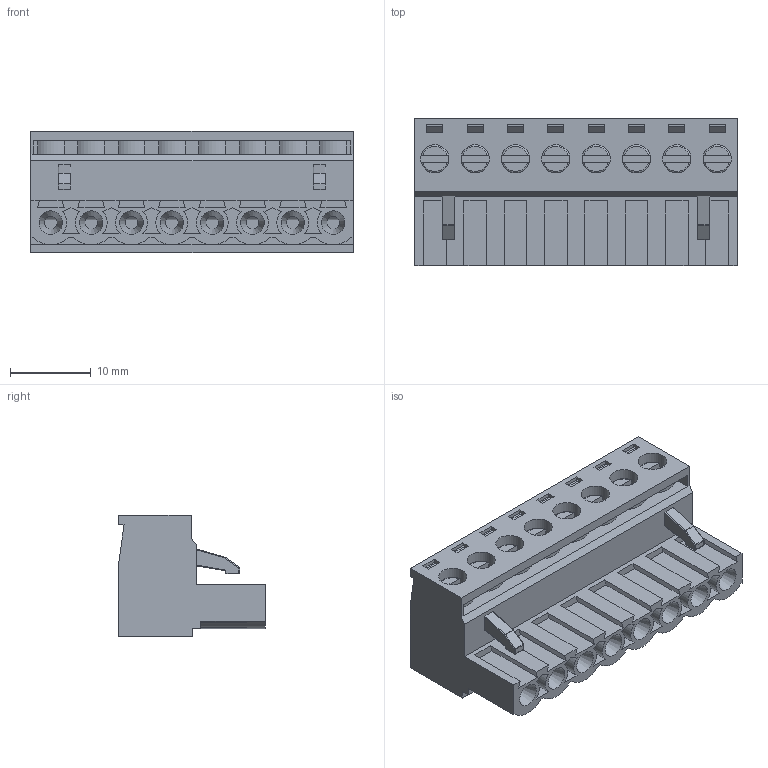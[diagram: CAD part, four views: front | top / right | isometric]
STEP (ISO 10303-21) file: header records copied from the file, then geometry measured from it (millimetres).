
FILE_DESCRIPTION( ( 'Unknown' ), '1' );
FILE_NAME( '691352710008.stp', 'Unknown', ( 'Unknown' ), ( 'Unknown' ), 'PSStep 14.0', 'Unknown', ' ' );
FILE_SCHEMA( ( 'AUTOMOTIVE_DESIGN { 1 0 10303 214 1 1 1 1 }' ) );
Length unit declared in the file: millimetre
Products named in the file (6): Assem1; 6913527100xx_PIN; 6913527100xxCAGE; 6913527100xx_VIS; 691352710008_COFFRE; 691352710008
Assembly tree (26 placements, depth 2):
  Assem1
    6913527100xx_PIN  x8
    6913527100xxCAGE  x8
    6913527100xx_VIS  x8
    691352710008_COFFRE
    691352710008
Bounding box: 40 x 18.2 x 15.1 mm (x, y, z)
Volume: 4521 mm3; surface area: 11790 mm2
Topology: 26 solids, 26 shells, 1666 faces, 4599 edges, 3010 vertices
Faces by surface type: plane 1148, cylinder 454, cone 32, torus 16, sphere 16
Full cylindrical faces by diameter (mm): 2.7 x16, 3.5 x16
Entity records: 32023 total; most frequent: CARTESIAN_POINT 4504, ORIENTED_EDGE 4356, DIRECTION 4119, EDGE_CURVE 2178, LINE 1895, VECTOR 1895, VERTEX_POINT 1445, AXIS2_PLACEMENT_3D 1112
